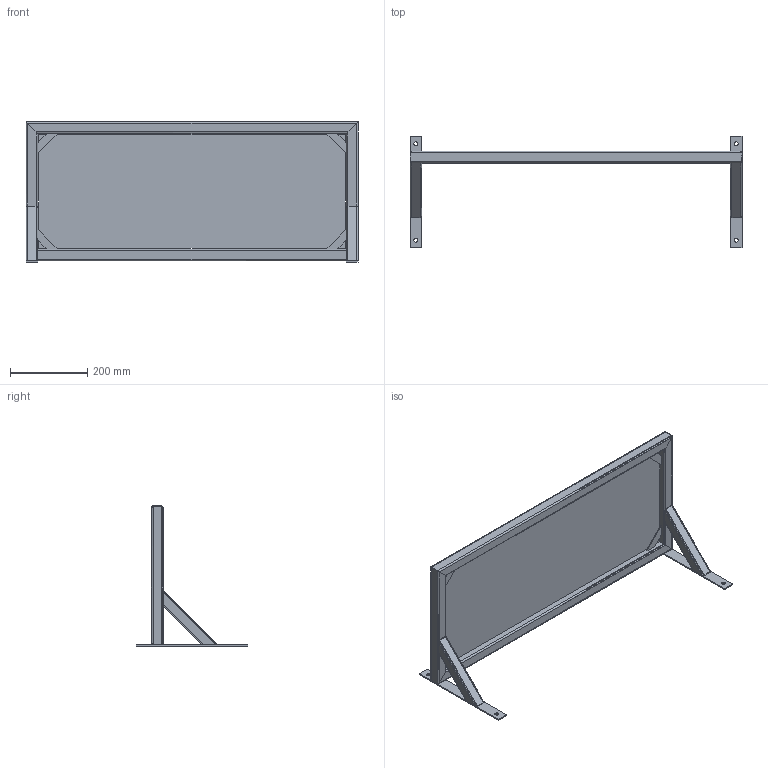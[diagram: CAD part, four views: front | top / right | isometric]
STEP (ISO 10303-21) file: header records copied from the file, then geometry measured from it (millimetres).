
FILE_DESCRIPTION (( 'STEP AP203' ), '1' );
FILE_NAME ('Display shelf.STEP', '2019-12-26T21:53:09', ( '' ), ( '' ), 'SwSTEP 2.0', 'SolidWorks 2016', '' );
FILE_SCHEMA (( 'CONFIG_CONTROL_DESIGN' ));
Length unit declared in the file: millimetre
Products named in the file (1): Display shelf
Bounding box: 860 x 290 x 363 mm (x, y, z)
Volume: 4150772.2 mm3; surface area: 1123003.7 mm2
Topology: 13 solids, 13 shells, 158 faces, 396 edges, 264 vertices
Faces by surface type: plane 102, cylinder 56
Entity records: 4729 total; most frequent: CARTESIAN_POINT 1107, ORIENTED_EDGE 792, DIRECTION 634, EDGE_CURVE 396, VECTOR 284, LINE 284, VERTEX_POINT 264, EDGE_LOOP 178
